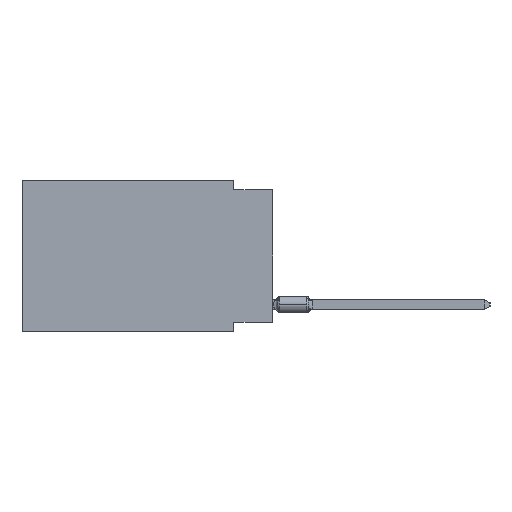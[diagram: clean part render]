
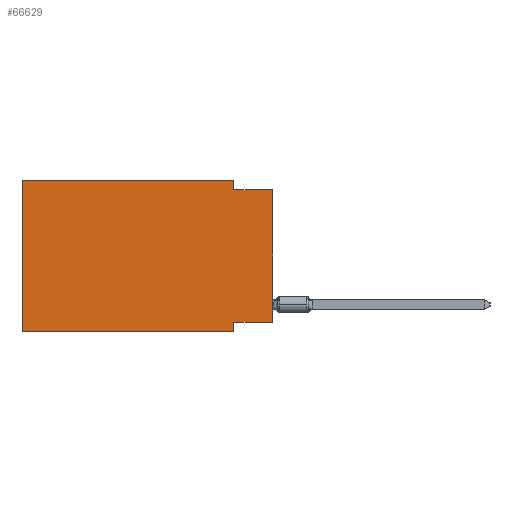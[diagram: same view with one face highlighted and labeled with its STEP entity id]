
A CAD part, left-side view. The second image highlights one B-rep face of the part: STEP entity #66629.
In plain terms, the highlighted planar face has unit normal (-1, 0, 0).
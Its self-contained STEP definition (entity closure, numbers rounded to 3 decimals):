
#2947 = EDGE_LOOP ( 'NONE', ( #40251, #74480, #42336, #74660, #35685, #22912, #32840, #33021 ) ) ;
#3195 = CARTESIAN_POINT ( 'NONE',  ( 0., 0., -9.271 ) ) ;
#3302 = DIRECTION ( 'NONE',  ( 0., 0., 1. ) ) ;
#4580 = CARTESIAN_POINT ( 'NONE',  ( 0., 2.54, 0. ) ) ;
#5731 = EDGE_CURVE ( 'NONE', #65519, #11218, #18983, .T. ) ;
#8285 = VERTEX_POINT ( 'NONE', #80105 ) ;
#8697 = VERTEX_POINT ( 'NONE', #42621 ) ;
#8711 = DIRECTION ( 'NONE',  ( 0., 1., 0. ) ) ;
#11032 = EDGE_CURVE ( 'NONE', #38877, #68387, #23023, .T. ) ;
#11218 = VERTEX_POINT ( 'NONE', #77182 ) ;
#13063 = CARTESIAN_POINT ( 'NONE',  ( 0., 16.383, -9.906 ) ) ;
#13735 = EDGE_CURVE ( 'NONE', #8697, #44059, #19299, .T. ) ;
#14485 = VECTOR ( 'NONE', #8711, 1000. ) ;
#16738 = VECTOR ( 'NONE', #38225, 1000. ) ;
#17103 = CARTESIAN_POINT ( 'NONE',  ( 0., 16.383, 0. ) ) ;
#17825 = CARTESIAN_POINT ( 'NONE',  ( 0., 0., -0.635 ) ) ;
#18983 = LINE ( 'NONE', #21814, #14485 ) ;
#19299 = LINE ( 'NONE', #23833, #16738 ) ;
#21440 = EDGE_CURVE ( 'NONE', #65519, #38747, #79715, .T. ) ;
#21814 = CARTESIAN_POINT ( 'NONE',  ( 0., 0., -9.271 ) ) ;
#22912 = ORIENTED_EDGE ( 'NONE', *, *, #80494, .T. ) ;
#23023 = LINE ( 'NONE', #41946, #34896 ) ;
#23833 = CARTESIAN_POINT ( 'NONE',  ( 0., 16.383, 0. ) ) ;
#23982 = DIRECTION ( 'NONE',  ( 0., -1., 0. ) ) ;
#28375 = CARTESIAN_POINT ( 'NONE',  ( 0., 0., 0. ) ) ;
#32111 = DIRECTION ( 'NONE',  ( 1., 0., 0. ) ) ;
#32840 = ORIENTED_EDGE ( 'NONE', *, *, #66549, .F. ) ;
#33021 = ORIENTED_EDGE ( 'NONE', *, *, #5731, .F. ) ;
#34896 = VECTOR ( 'NONE', #60827, 1000. ) ;
#35685 = ORIENTED_EDGE ( 'NONE', *, *, #13735, .F. ) ;
#36533 = CARTESIAN_POINT ( 'NONE',  ( 0., 16.383, 0. ) ) ;
#37064 = LINE ( 'NONE', #62114, #57719 ) ;
#38225 = DIRECTION ( 'NONE',  ( 0., 0., 1. ) ) ;
#38747 = VERTEX_POINT ( 'NONE', #71601 ) ;
#38877 = VERTEX_POINT ( 'NONE', #4580 ) ;
#40251 = ORIENTED_EDGE ( 'NONE', *, *, #21440, .T. ) ;
#41946 = CARTESIAN_POINT ( 'NONE',  ( 0., 2.54, 0. ) ) ;
#42336 = ORIENTED_EDGE ( 'NONE', *, *, #11032, .F. ) ;
#42621 = CARTESIAN_POINT ( 'NONE',  ( 0., 16.383, -9.906 ) ) ;
#44059 = VERTEX_POINT ( 'NONE', #17103 ) ;
#44451 = FACE_OUTER_BOUND ( 'NONE', #2947, .T. ) ;
#44848 = DIRECTION ( 'NONE',  ( 0., 0., -1. ) ) ;
#47208 = DIRECTION ( 'NONE',  ( 0., -1., 0. ) ) ;
#53313 = EDGE_CURVE ( 'NONE', #44059, #38877, #73521, .T. ) ;
#55954 = DIRECTION ( 'NONE',  ( 0., 0., -1. ) ) ;
#56613 = LINE ( 'NONE', #13063, #76804 ) ;
#57719 = VECTOR ( 'NONE', #55954, 1000. ) ;
#60827 = DIRECTION ( 'NONE',  ( 0., 0., -1. ) ) ;
#61398 = LINE ( 'NONE', #17825, #81079 ) ;
#62114 = CARTESIAN_POINT ( 'NONE',  ( 0., 2.54, -9.906 ) ) ;
#64094 = CARTESIAN_POINT ( 'NONE',  ( 0., 2.54, -0.635 ) ) ;
#64505 = EDGE_CURVE ( 'NONE', #68387, #38747, #61398, .T. ) ;
#65519 = VERTEX_POINT ( 'NONE', #3195 ) ;
#66549 = EDGE_CURVE ( 'NONE', #11218, #8285, #37064, .T. ) ;
#66629 = ADVANCED_FACE ( 'NONE', ( #44451 ), #76092, .F. ) ;
#68387 = VERTEX_POINT ( 'NONE', #64094 ) ;
#69525 = CARTESIAN_POINT ( 'NONE',  ( 0., 16.383, 0. ) ) ;
#71601 = CARTESIAN_POINT ( 'NONE',  ( 0., 0., -0.635 ) ) ;
#73521 = LINE ( 'NONE', #36533, #76356 ) ;
#74480 = ORIENTED_EDGE ( 'NONE', *, *, #64505, .F. ) ;
#74660 = ORIENTED_EDGE ( 'NONE', *, *, #53313, .F. ) ;
#74841 = AXIS2_PLACEMENT_3D ( 'NONE', #69525, #32111, #44848 ) ;
#75379 = VECTOR ( 'NONE', #3302, 1000. ) ;
#76092 = PLANE ( 'NONE',  #74841 ) ;
#76356 = VECTOR ( 'NONE', #47208, 1000. ) ;
#76804 = VECTOR ( 'NONE', #81293, 1000. ) ;
#77182 = CARTESIAN_POINT ( 'NONE',  ( 0., 2.54, -9.271 ) ) ;
#79715 = LINE ( 'NONE', #28375, #75379 ) ;
#80105 = CARTESIAN_POINT ( 'NONE',  ( 0., 2.54, -9.906 ) ) ;
#80494 = EDGE_CURVE ( 'NONE', #8697, #8285, #56613, .T. ) ;
#81079 = VECTOR ( 'NONE', #23982, 1000. ) ;
#81293 = DIRECTION ( 'NONE',  ( 0., -1., 0. ) ) ;
